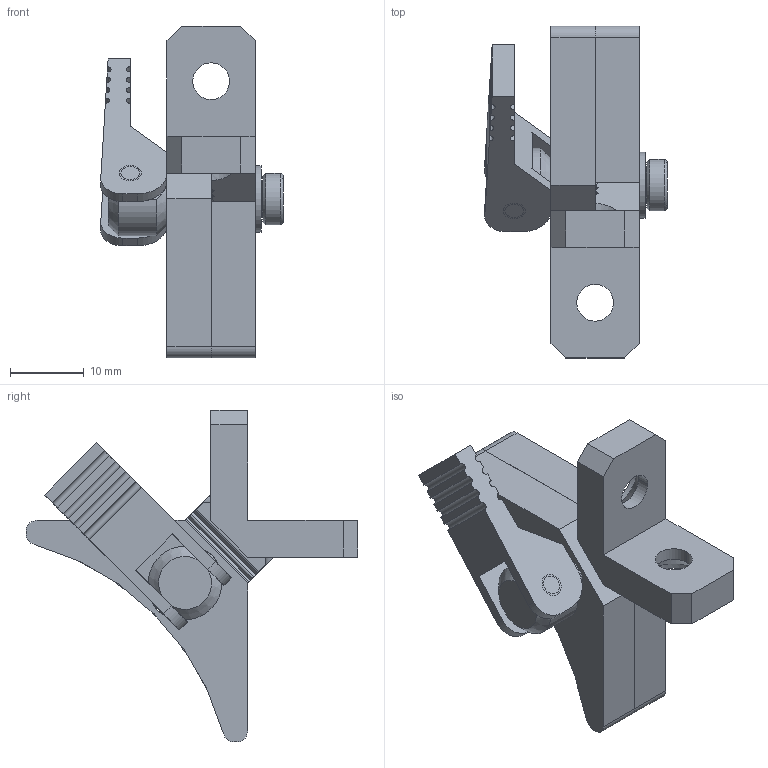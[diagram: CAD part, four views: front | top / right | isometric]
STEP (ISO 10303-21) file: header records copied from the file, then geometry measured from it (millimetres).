
FILE_DESCRIPTION(('FreeCAD Model'),'2;1');
FILE_NAME('Open CASCADE Shape Model','2024-12-11T12:53:44',(''),(''), 'Open CASCADE STEP processor 7.6','FreeCAD','Unknown');
FILE_SCHEMA(('AUTOMOTIVE_DESIGN { 1 0 10303 214 1 1 1 1 }'));
Length unit declared in the file: millimetre
Products named in the file (12): Unnamed1; SM_BOTT_STOP_V2_P1; SOLID; SHELL; SM_BOTT_STOP_V2_P2; Тіло; excentric; Тіло002; Тіло001; M4x16-Screw; M4-Washer001; Тіло003
Assembly tree (11 placements, depth 3):
  Unnamed1
    SM_BOTT_STOP_V2_P1
      SOLID
      SHELL
    SM_BOTT_STOP_V2_P2
    Тіло
    excentric
      Тіло002
      Тіло001
      M4x16-Screw
      M4-Washer001
      Тіло003
Bounding box: 24.8 x 45.11 x 45.11 mm (x, y, z)
Volume: 8922.3 mm3; surface area: 7517.5 mm2
Topology: 8 solids, 9 shells, 416 faces, 1092 edges, 688 vertices
Faces by surface type: bspline 316, plane 46, cylinder 40, cone 12, revolution 2
Full cylindrical faces by diameter (mm): 2 x1, 2.5 x2, 3 x2, 3.322 x5, 4 x2, 4.3 x1, 7 x1, 9 x1
Entity records: 15796 total; most frequent: CARTESIAN_POINT 6349, ORIENTED_EDGE 2158, DIRECTION 1398, EDGE_CURVE 1091, VERTEX_POINT 688, LINE 682, VECTOR 682, FACE_BOUND 433
